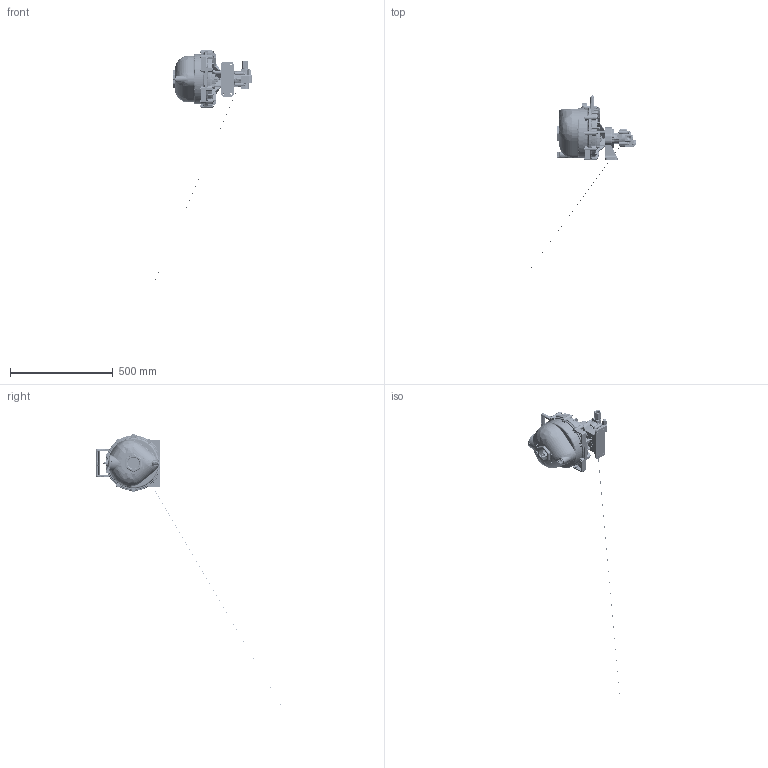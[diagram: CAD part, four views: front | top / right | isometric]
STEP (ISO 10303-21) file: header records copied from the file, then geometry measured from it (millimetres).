
FILE_DESCRIPTION(/* description */ ('2" POLY HYDRAULIC PUMP-FKM'),/* implementation_level */ '2;1');
FILE_NAME(/* name */ '200PHYV.stp',/* time_stamp */ '2023-02-20T10:45:05-05:00',/* author */ ('MJC'),/* organization */ (''),/* preprocessor_version */ 'ST-DEVELOPER v18.1',/* originating_system */ 'Autodesk Inventor 2022',/* authorisation */ '');
FILE_SCHEMA (('AUTOMOTIVE_DESIGN { 1 0 10303 214 3 1 1 }'));
Products named in the file (39): 200PHYV; 12703A; 12712AV; X12712A; 12777; UV15163V; 12702A; 12715A; 12717V; 12705V; 12900; 12725; 12719AV; 12754V; 12720; V07018; V07019; 12775A; 12902A; 12765A; 12772; 12901; 12733V; 12733V_1; 12710V; A204V; 12049F; V20018; 12055E; 17056E; 3206 A-2RS1_MT33_PART1; 3206 A-2RS1_MT33_PART2; 3206 A-2RS1_MT33_PART3; 3206 A-2RS1_MT33_PART4; 3206 A-2RS1_MT33_PART5; 3206 A-2RS1_MT33_PART6; 18010SS; HY10131; HY10132
Assembly tree (95 placements, depth 3):
  200PHYV
    12703A
    12712AV
      X12712A
      12777  x2
      UV15163V  x2
    12702A
    12715A  x4
    12717V  x4
    12705V
    12900
    12725  x2
    12719AV
    12754V
    12720  x10
    V07018  x10
    V07019  x10
    12775A
    12902A
    12765A
    12772
    12901  x4
    12733V
      12733V_1
      12710V
    A204V
    12049F
    V20018  x2
    12055E
    17056E
      3206 A-2RS1_MT33_PART1
      3206 A-2RS1_MT33_PART2
      3206 A-2RS1_MT33_PART3
      3206 A-2RS1_MT33_PART4
      3206 A-2RS1_MT33_PART5  x9
      3206 A-2RS1_MT33_PART6  x9
    18010SS  x2
    HY10131
    HY10132
Bounding box: 584.34 x 939.91 x 1384.05 mm (x, y, z)
Volume: 3857231.6 mm3; surface area: 1293311.7 mm2
Topology: 113 solids, 113 shells, 9661 faces, 24290 edges, 14923 vertices
Faces by surface type: plane 2727, cylinder 2711, cone 2102, bspline 1088, torus 930, sphere 103
Full cylindrical faces by diameter (mm): 2.87 x2, 2.921 x2, 3.505 x14, 4.572 x1, 4.826 x2, 4.877 x6, 5.207 x2, 5.969 x7, 6.35 x430, 6.65 x15, 6.782 x5, 6.858 x10, 7.137 x1, 7.798 x2, 7.925 x8, 7.938 x4, 8.731 x8, 9.525 x3, 11.112 x2, 11.125 x2, 11.684 x1, 11.906 x4, 12.7 x2, 13.208 x10, 13.843 x1, 14.122 x4, 14.376 x1, 14.91 x3, 15.869 x3, 15.875 x4
Entity records: 268170 total; most frequent: CARTESIAN_POINT 118384, ORIENTED_EDGE 33034, DIRECTION 28350, EDGE_CURVE 16517, AXIS2_PLACEMENT_3D 10543, VERTEX_POINT 10422, LINE 7264, VECTOR 7264
